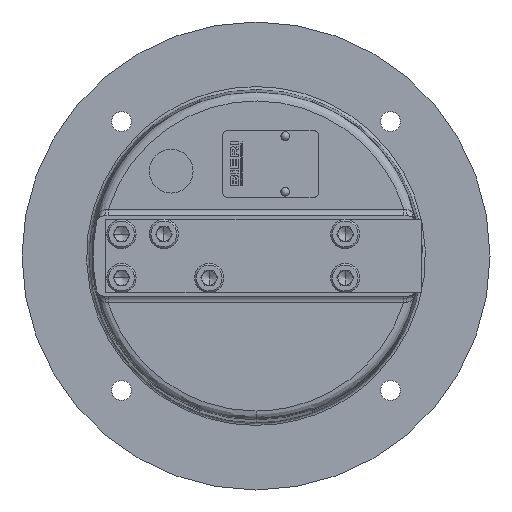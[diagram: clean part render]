
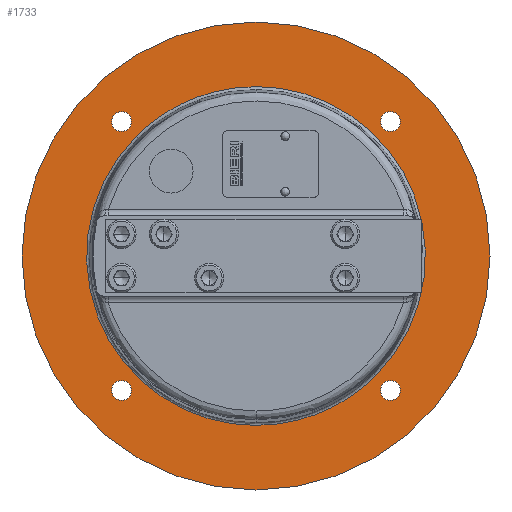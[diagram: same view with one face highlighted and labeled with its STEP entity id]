
A CAD part, left-side view. The second image highlights one B-rep face of the part: STEP entity #1733.
In plain terms, the highlighted planar face has unit normal (-1, 0, 0).
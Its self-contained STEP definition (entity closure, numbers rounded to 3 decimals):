
#561 = ORIENTED_EDGE ( 'NONE', *, *, #5298, .T. ) ;
#640 = ORIENTED_EDGE ( 'NONE', *, *, #15383, .T. ) ;
#847 = EDGE_LOOP ( 'NONE', ( #3539, #7487 ) ) ;
#1001 = FACE_BOUND ( 'NONE', #8605, .T. ) ;
#1016 = AXIS2_PLACEMENT_3D ( 'NONE', #10289, #14413, #7872 ) ;
#1430 = FACE_OUTER_BOUND ( 'NONE', #1981, .T. ) ;
#1652 = ORIENTED_EDGE ( 'NONE', *, *, #19650, .F. ) ;
#1733 = ADVANCED_FACE ( 'NONE', ( #1430, #27588, #12415, #11848, #1001, #9855 ), #20702, .F. ) ;
#1873 = CARTESIAN_POINT ( 'NONE',  ( 40., 40.948, 40.948 ) ) ;
#1958 = DIRECTION ( 'NONE',  ( 1., 0., 0. ) ) ;
#1965 = CARTESIAN_POINT ( 'NONE',  ( 40., 0., -80. ) ) ;
#1981 = EDGE_LOOP ( 'NONE', ( #14350, #10783 ) ) ;
#2088 = AXIS2_PLACEMENT_3D ( 'NONE', #16423, #14004, #14576 ) ;
#2271 = DIRECTION ( 'NONE',  ( 0., 0., -1. ) ) ;
#2348 = EDGE_CURVE ( 'NONE', #27919, #23023, #11549, .T. ) ;
#2349 = EDGE_LOOP ( 'NONE', ( #22178, #20589 ) ) ;
#3050 = DIRECTION ( 'NONE',  ( 0., 0., -1. ) ) ;
#3343 = AXIS2_PLACEMENT_3D ( 'NONE', #17819, #5134, #15968 ) ;
#3344 = AXIS2_PLACEMENT_3D ( 'NONE', #11370, #15521, #26249 ) ;
#3501 = AXIS2_PLACEMENT_3D ( 'NONE', #11357, #11901, #26654 ) ;
#3539 = ORIENTED_EDGE ( 'NONE', *, *, #18173, .T. ) ;
#4555 = CARTESIAN_POINT ( 'NONE',  ( 40., -45.962, 45.962 ) ) ;
#4863 = EDGE_CURVE ( 'NONE', #22028, #12834, #16202, .T. ) ;
#5134 = DIRECTION ( 'NONE',  ( 1., 0., 0. ) ) ;
#5298 = EDGE_CURVE ( 'NONE', #18870, #27044, #23075, .T. ) ;
#5305 = CARTESIAN_POINT ( 'NONE',  ( 40., 45.962, -49.362 ) ) ;
#5389 = EDGE_CURVE ( 'NONE', #16127, #19434, #27213, .T. ) ;
#5699 = EDGE_CURVE ( 'NONE', #23023, #27919, #16258, .T. ) ;
#6328 =( BOUNDED_CURVE ( )  B_SPLINE_CURVE ( 3, ( #18855, #10432, #21278, #1873 ),
 .UNSPECIFIED., .F., .T. ) 
 B_SPLINE_CURVE_WITH_KNOTS ( ( 4, 4 ),
 ( 0., 1. ),
 .UNSPECIFIED. ) 
 CURVE ( )  GEOMETRIC_REPRESENTATION_ITEM ( )  RATIONAL_B_SPLINE_CURVE ( ( 1., 0.333, 0.333, 1. ) ) 
 REPRESENTATION_ITEM ( '' )  );
#6400 = VERTEX_POINT ( 'NONE', #18412 ) ;
#6807 = CIRCLE ( 'NONE', #11312, 3.4 ) ;
#7217 = DIRECTION ( 'NONE',  ( 0., 0., -1. ) ) ;
#7487 = ORIENTED_EDGE ( 'NONE', *, *, #4863, .T. ) ;
#7669 = ORIENTED_EDGE ( 'NONE', *, *, #25176, .T. ) ;
#7872 = DIRECTION ( 'NONE',  ( 0., 0., -1. ) ) ;
#8101 = CARTESIAN_POINT ( 'NONE',  ( 40., -40.948, -40.948 ) ) ;
#8439 = CARTESIAN_POINT ( 'NONE',  ( 40., 0., 80. ) ) ;
#8520 = DIRECTION ( 'NONE',  ( 1., 0., 0. ) ) ;
#8605 = EDGE_LOOP ( 'NONE', ( #15387, #640 ) ) ;
#8784 = DIRECTION ( 'NONE',  ( 1., 0., 0. ) ) ;
#8919 = DIRECTION ( 'NONE',  ( 0., 0., 1. ) ) ;
#9069 = AXIS2_PLACEMENT_3D ( 'NONE', #13749, #9887, #3050 ) ;
#9855 = FACE_BOUND ( 'NONE', #25732, .T. ) ;
#9887 = DIRECTION ( 'NONE',  ( 1., 0., 0. ) ) ;
#9931 = VERTEX_POINT ( 'NONE', #23070 ) ;
#10289 = CARTESIAN_POINT ( 'NONE',  ( 40., -57.983, 57.983 ) ) ;
#10432 = CARTESIAN_POINT ( 'NONE',  ( 40., -122.843, 40.948 ) ) ;
#10434 = AXIS2_PLACEMENT_3D ( 'NONE', #17338, #8520, #21338 ) ;
#10783 = ORIENTED_EDGE ( 'NONE', *, *, #2348, .F. ) ;
#10830 = DIRECTION ( 'NONE',  ( 1., 0., 0. ) ) ;
#11104 = EDGE_CURVE ( 'NONE', #9931, #20288, #12629, .T. ) ;
#11312 = AXIS2_PLACEMENT_3D ( 'NONE', #20871, #18036, #7217 ) ;
#11357 = CARTESIAN_POINT ( 'NONE',  ( 40., 45.962, -45.962 ) ) ;
#11370 = CARTESIAN_POINT ( 'NONE',  ( 40., 0., 0. ) ) ;
#11429 = EDGE_LOOP ( 'NONE', ( #14985, #1652 ) ) ;
#11549 = CIRCLE ( 'NONE', #3344, 80. ) ;
#11848 = FACE_BOUND ( 'NONE', #847, .T. ) ;
#11901 = DIRECTION ( 'NONE',  ( 1., 0., 0. ) ) ;
#12415 = FACE_BOUND ( 'NONE', #2349, .T. ) ;
#12629 =( BOUNDED_CURVE ( )  B_SPLINE_CURVE ( 3, ( #27000, #18938, #27678, #8101 ),
 .UNSPECIFIED., .F., .F. ) 
 B_SPLINE_CURVE_WITH_KNOTS ( ( 4, 4 ),
 ( 0., 1. ),
 .UNSPECIFIED. ) 
 CURVE ( )  GEOMETRIC_REPRESENTATION_ITEM ( )  RATIONAL_B_SPLINE_CURVE ( ( 1., 0.333, 0.333, 1. ) ) 
 REPRESENTATION_ITEM ( '' )  );
#12834 = VERTEX_POINT ( 'NONE', #18649 ) ;
#13749 = CARTESIAN_POINT ( 'NONE',  ( 40., 45.962, 45.962 ) ) ;
#13800 = CARTESIAN_POINT ( 'NONE',  ( 40., -40.948, -40.948 ) ) ;
#14004 = DIRECTION ( 'NONE',  ( 1., 0., 0. ) ) ;
#14350 = ORIENTED_EDGE ( 'NONE', *, *, #5699, .F. ) ;
#14413 = DIRECTION ( 'NONE',  ( 1., 0., 0. ) ) ;
#14519 = CIRCLE ( 'NONE', #10434, 3.4 ) ;
#14576 = DIRECTION ( 'NONE',  ( 0., 0., -1. ) ) ;
#14912 = CARTESIAN_POINT ( 'NONE',  ( 40., 45.962, 42.562 ) ) ;
#14985 = ORIENTED_EDGE ( 'NONE', *, *, #11104, .F. ) ;
#15383 = EDGE_CURVE ( 'NONE', #19434, #16127, #22011, .T. ) ;
#15387 = ORIENTED_EDGE ( 'NONE', *, *, #5389, .T. ) ;
#15521 = DIRECTION ( 'NONE',  ( 1., 0., 0. ) ) ;
#15968 = DIRECTION ( 'NONE',  ( 0., 0., -1. ) ) ;
#16127 = VERTEX_POINT ( 'NONE', #5305 ) ;
#16202 = CIRCLE ( 'NONE', #2088, 3.4 ) ;
#16258 = CIRCLE ( 'NONE', #23097, 80. ) ;
#16323 = CARTESIAN_POINT ( 'NONE',  ( 40., 45.962, 49.362 ) ) ;
#16423 = CARTESIAN_POINT ( 'NONE',  ( 40., -45.962, -45.962 ) ) ;
#16685 = AXIS2_PLACEMENT_3D ( 'NONE', #21494, #1958, #23218 ) ;
#16773 = CIRCLE ( 'NONE', #9069, 3.4 ) ;
#17152 = VERTEX_POINT ( 'NONE', #17474 ) ;
#17338 = CARTESIAN_POINT ( 'NONE',  ( 40., -45.962, -45.962 ) ) ;
#17474 = CARTESIAN_POINT ( 'NONE',  ( 40., -45.962, 42.562 ) ) ;
#17733 = CARTESIAN_POINT ( 'NONE',  ( 40., 0., 0. ) ) ;
#17819 = CARTESIAN_POINT ( 'NONE',  ( 40., 45.962, -45.962 ) ) ;
#18036 = DIRECTION ( 'NONE',  ( 1., 0., 0. ) ) ;
#18173 = EDGE_CURVE ( 'NONE', #12834, #22028, #14519, .T. ) ;
#18412 = CARTESIAN_POINT ( 'NONE',  ( 40., -45.962, 49.362 ) ) ;
#18649 = CARTESIAN_POINT ( 'NONE',  ( 40., -45.962, -49.362 ) ) ;
#18855 = CARTESIAN_POINT ( 'NONE',  ( 40., -40.948, -40.948 ) ) ;
#18870 = VERTEX_POINT ( 'NONE', #14912 ) ;
#18938 = CARTESIAN_POINT ( 'NONE',  ( 40., 122.843, -40.948 ) ) ;
#19221 = CIRCLE ( 'NONE', #26984, 3.4 ) ;
#19434 = VERTEX_POINT ( 'NONE', #22423 ) ;
#19650 = EDGE_CURVE ( 'NONE', #20288, #9931, #6328, .T. ) ;
#20288 = VERTEX_POINT ( 'NONE', #13800 ) ;
#20511 = CARTESIAN_POINT ( 'NONE',  ( 40., -45.962, -42.562 ) ) ;
#20589 = ORIENTED_EDGE ( 'NONE', *, *, #21242, .T. ) ;
#20702 = PLANE ( 'NONE',  #1016 ) ;
#20871 = CARTESIAN_POINT ( 'NONE',  ( 40., -45.962, 45.962 ) ) ;
#21242 = EDGE_CURVE ( 'NONE', #6400, #17152, #19221, .T. ) ;
#21278 = CARTESIAN_POINT ( 'NONE',  ( 40., -40.948, 122.843 ) ) ;
#21338 = DIRECTION ( 'NONE',  ( 0., 0., -1. ) ) ;
#21494 = CARTESIAN_POINT ( 'NONE',  ( 40., 45.962, 45.962 ) ) ;
#22011 = CIRCLE ( 'NONE', #3343, 3.4 ) ;
#22028 = VERTEX_POINT ( 'NONE', #20511 ) ;
#22178 = ORIENTED_EDGE ( 'NONE', *, *, #25281, .T. ) ;
#22423 = CARTESIAN_POINT ( 'NONE',  ( 40., 45.962, -42.562 ) ) ;
#23023 = VERTEX_POINT ( 'NONE', #8439 ) ;
#23070 = CARTESIAN_POINT ( 'NONE',  ( 40., 40.948, 40.948 ) ) ;
#23075 = CIRCLE ( 'NONE', #16685, 3.4 ) ;
#23097 = AXIS2_PLACEMENT_3D ( 'NONE', #17733, #8784, #8919 ) ;
#23218 = DIRECTION ( 'NONE',  ( 0., 0., -1. ) ) ;
#25176 = EDGE_CURVE ( 'NONE', #27044, #18870, #16773, .T. ) ;
#25281 = EDGE_CURVE ( 'NONE', #17152, #6400, #6807, .T. ) ;
#25732 = EDGE_LOOP ( 'NONE', ( #561, #7669 ) ) ;
#26249 = DIRECTION ( 'NONE',  ( 0., 0., 1. ) ) ;
#26654 = DIRECTION ( 'NONE',  ( 0., 0., -1. ) ) ;
#26984 = AXIS2_PLACEMENT_3D ( 'NONE', #4555, #10830, #2271 ) ;
#27000 = CARTESIAN_POINT ( 'NONE',  ( 40., 40.948, 40.948 ) ) ;
#27044 = VERTEX_POINT ( 'NONE', #16323 ) ;
#27213 = CIRCLE ( 'NONE', #3501, 3.4 ) ;
#27588 = FACE_BOUND ( 'NONE', #11429, .T. ) ;
#27678 = CARTESIAN_POINT ( 'NONE',  ( 40., 40.948, -122.843 ) ) ;
#27919 = VERTEX_POINT ( 'NONE', #1965 ) ;
